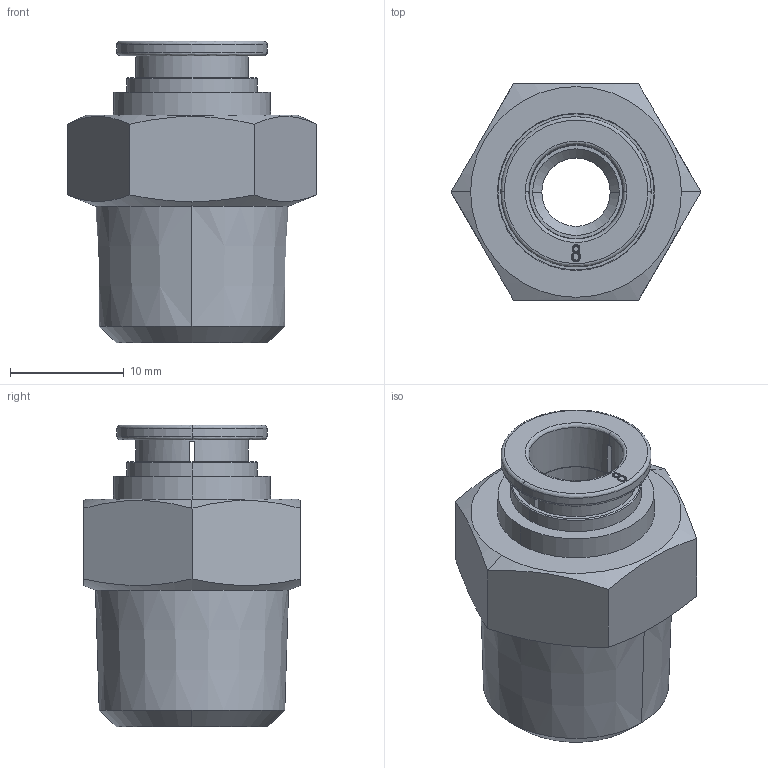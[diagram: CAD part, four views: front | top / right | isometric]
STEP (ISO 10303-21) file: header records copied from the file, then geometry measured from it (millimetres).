
FILE_DESCRIPTION (( 'STEP AP214' ), '1' );
FILE_NAME ('MS8M-38R-SS.step', '2018-03-13T19:25:49', ( '' ), ( '' ), 'SwSTEP 2.0', 'SolidWorks 2017', '' );
FILE_SCHEMA (( 'AUTOMOTIVE_DESIGN' ));
Length unit declared in the file: inch
Products named in the file (1): MS8M-38R-SS
Bounding box: 21.94 x 19 x 26.5 mm (x, y, z)
Volume: 4545.2 mm3; surface area: 2643.3 mm2
Topology: 1 solids, 1 shells, 75 faces, 182 edges, 116 vertices
Faces by surface type: plane 23, bspline 20, cone 18, cylinder 14
Entity records: 2691 total; most frequent: CARTESIAN_POINT 1011, ORIENTED_EDGE 364, DIRECTION 300, EDGE_CURVE 182, AXIS2_PLACEMENT_3D 122, VERTEX_POINT 116, EDGE_LOOP 88, FACE_OUTER_BOUND 75
